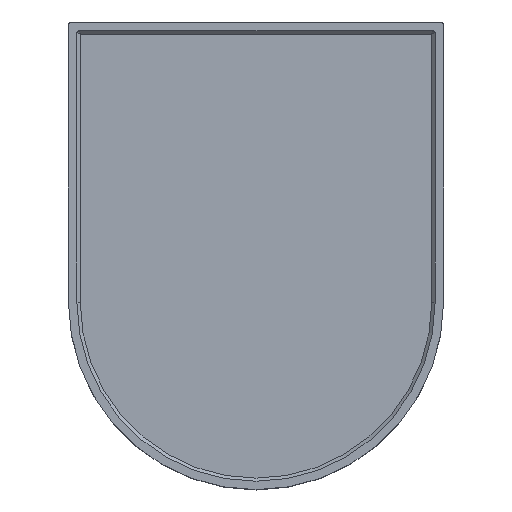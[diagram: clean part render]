
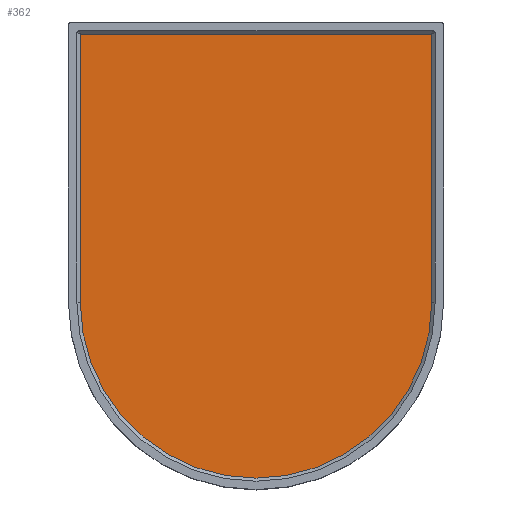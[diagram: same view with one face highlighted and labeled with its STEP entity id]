
A CAD part, top view. The second image highlights one B-rep face of the part: STEP entity #362.
In plain terms, the highlighted planar face has unit normal (0, 0, 1).
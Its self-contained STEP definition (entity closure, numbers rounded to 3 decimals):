
#114 = VERTEX_POINT('',#115);
#115 = CARTESIAN_POINT('',(35.201,34.685,0.));
#121 = EDGE_CURVE('',#122,#114,#124,.T.);
#122 = VERTEX_POINT('',#123);
#123 = CARTESIAN_POINT('',(-27.099,34.685,0.));
#124 = LINE('',#125,#126);
#125 = CARTESIAN_POINT('',(-27.199,34.685,0.));
#126 = VECTOR('',#127,1.);
#127 = DIRECTION('',(1.,0.,0.));
#362 = ADVANCED_FACE('',(#363),#389,.T.);
#363 = FACE_BOUND('',#364,.T.);
#364 = EDGE_LOOP('',(#365,#366,#374,#383));
#365 = ORIENTED_EDGE('',*,*,#121,.F.);
#366 = ORIENTED_EDGE('',*,*,#367,.F.);
#367 = EDGE_CURVE('',#368,#122,#370,.T.);
#368 = VERTEX_POINT('',#369);
#369 = CARTESIAN_POINT('',(-27.099,-12.874,0.));
#370 = LINE('',#371,#372);
#371 = CARTESIAN_POINT('',(-27.099,-12.874,0.));
#372 = VECTOR('',#373,1.);
#373 = DIRECTION('',(0.,1.,0.));
#374 = ORIENTED_EDGE('',*,*,#375,.F.);
#375 = EDGE_CURVE('',#376,#368,#378,.T.);
#376 = VERTEX_POINT('',#377);
#377 = CARTESIAN_POINT('',(35.201,-12.874,0.));
#378 = CIRCLE('',#379,31.15);
#379 = AXIS2_PLACEMENT_3D('',#380,#381,#382);
#380 = CARTESIAN_POINT('',(4.051,-12.874,0.));
#381 = DIRECTION('',(0.,-0.,-1.));
#382 = DIRECTION('',(1.,0.,0.));
#383 = ORIENTED_EDGE('',*,*,#384,.F.);
#384 = EDGE_CURVE('',#114,#376,#385,.T.);
#385 = LINE('',#386,#387);
#386 = CARTESIAN_POINT('',(35.201,34.785,0.));
#387 = VECTOR('',#388,1.);
#388 = DIRECTION('',(0.,-1.,0.));
#389 = PLANE('',#390);
#390 = AXIS2_PLACEMENT_3D('',#391,#392,#393);
#391 = CARTESIAN_POINT('',(4.051,1.363,0.));
#392 = DIRECTION('',(0.,0.,1.));
#393 = DIRECTION('',(1.,0.,0.));
